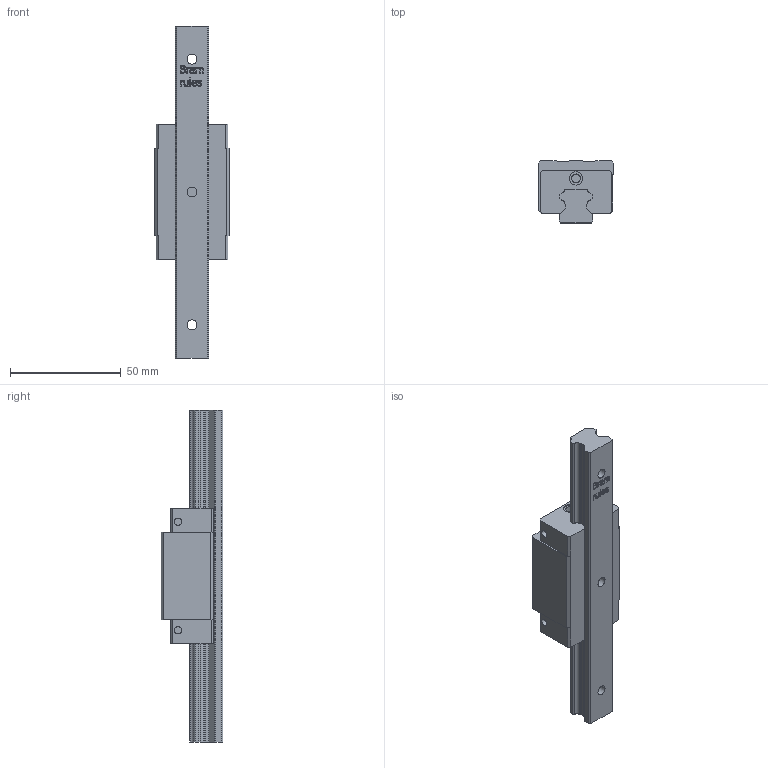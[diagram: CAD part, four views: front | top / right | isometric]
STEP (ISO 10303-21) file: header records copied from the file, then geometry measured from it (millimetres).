
FILE_DESCRIPTION(/* description */ ('STEP AP214'),/* implementation_level */ '2;1');
FILE_NAME(/* name */ 'HGH15.stp',/* time_stamp */ '2021-10-14T15:01:29+02:00',/* author */ ('leolaptop'),/* organization */ ('LINEAIRTECHNIEK'),/* preprocessor_version */ 'ST-DEVELOPER v18',/* originating_system */ 'Autodesk Inventor 2020',/* authorisation */ ' ');
FILE_SCHEMA (('CONFIG_CONTROL_DESIGN'));
Length unit declared in the file: millimetre
Products named in the file (1): HGH15
Bounding box: 34 x 28 x 150 mm (x, y, z)
Volume: 64048.4 mm3; surface area: 20554.3 mm2
Topology: 2 solids, 2 shells, 301 faces, 836 edges, 568 vertices
Faces by surface type: plane 167, bspline 86, cylinder 48
Full cylindrical faces by diameter (mm): 3.3 x4, 4 x6, 4.5 x3, 6 x2, 7.5 x3
Entity records: 10218 total; most frequent: CARTESIAN_POINT 2862, ORIENTED_EDGE 1672, DIRECTION 1214, EDGE_CURVE 836, VERTEX_POINT 568, LINE 534, VECTOR 534, AXIS2_PLACEMENT_3D 340
